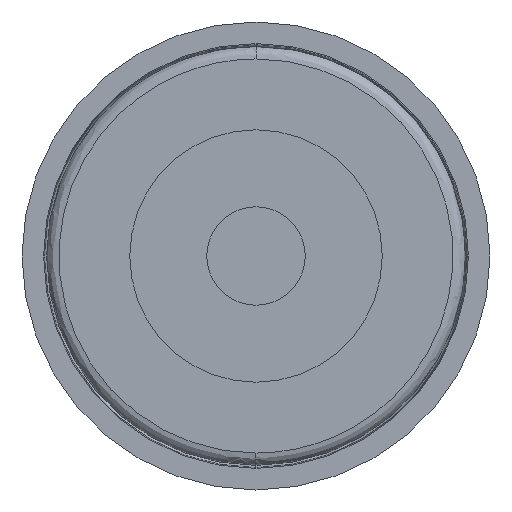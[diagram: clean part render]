
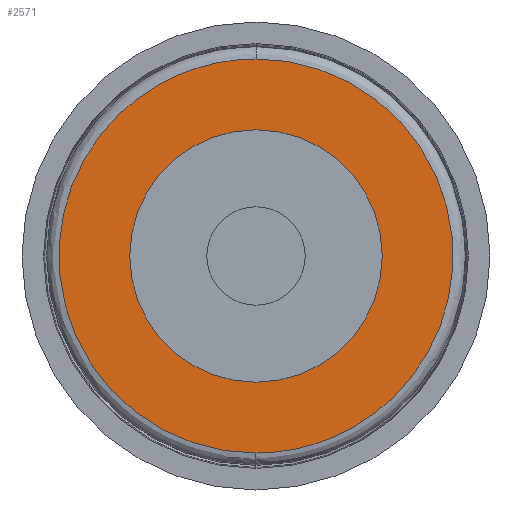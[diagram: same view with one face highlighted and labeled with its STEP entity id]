
A CAD part, front view. The second image highlights one B-rep face of the part: STEP entity #2571.
In plain terms, the highlighted planar face has unit normal (0, -1, 0).
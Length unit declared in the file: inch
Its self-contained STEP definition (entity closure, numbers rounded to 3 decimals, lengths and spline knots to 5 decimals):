
#190 = VERTEX_POINT ( 'NONE', #4029 ) ;
#318 = ORIENTED_EDGE ( 'NONE', *, *, #748, .F. ) ;
#321 = DIRECTION ( 'NONE',  ( 0., 0., -1. ) ) ;
#467 = AXIS2_PLACEMENT_3D ( 'NONE', #3419, #1128, #3800 ) ;
#748 = EDGE_CURVE ( 'NONE', #190, #4962, #4598, .T. ) ;
#1007 = DIRECTION ( 'NONE',  ( 0., 0., -1. ) ) ;
#1128 = DIRECTION ( 'NONE',  ( 0., 1., 0. ) ) ;
#1877 = EDGE_LOOP ( 'NONE', ( #318, #2851 ) ) ;
#1977 =( BOUNDED_CURVE ( )  B_SPLINE_CURVE ( 3, ( #4494, #2203, #4890, #2582 ),
 .UNSPECIFIED., .F., .F. ) 
 B_SPLINE_CURVE_WITH_KNOTS ( ( 4, 4 ),
 ( 0., 1. ),
 .UNSPECIFIED. ) 
 CURVE ( )  GEOMETRIC_REPRESENTATION_ITEM ( )  RATIONAL_B_SPLINE_CURVE ( ( 1., 0.333, 0.333, 1. ) ) 
 REPRESENTATION_ITEM ( '' )  );
#2097 = EDGE_CURVE ( 'NONE', #3565, #2605, #4125, .T. ) ;
#2132 = ORIENTED_EDGE ( 'NONE', *, *, #2097, .T. ) ;
#2203 = CARTESIAN_POINT ( 'NONE',  ( -1.03442, 0.8464, 0.99302 ) ) ;
#2359 = CARTESIAN_POINT ( 'NONE',  ( 4.00495, 0.8464, 0.99302 ) ) ;
#2423 = FACE_BOUND ( 'NONE', #3557, .T. ) ;
#2522 = CARTESIAN_POINT ( 'NONE',  ( 2.29235, 0.8464, 2.25286 ) ) ;
#2571 = ADVANCED_FACE ( 'NONE', ( #2423, #2667 ), #4070, .T. ) ;
#2582 = CARTESIAN_POINT ( 'NONE',  ( 1.48526, 0.8464, 3.5127 ) ) ;
#2605 = VERTEX_POINT ( 'NONE', #2933 ) ;
#2623 = DIRECTION ( 'NONE',  ( 0., 1., 0. ) ) ;
#2651 = EDGE_CURVE ( 'NONE', #2605, #3565, #2923, .T. ) ;
#2667 = FACE_OUTER_BOUND ( 'NONE', #1877, .T. ) ;
#2748 = CARTESIAN_POINT ( 'NONE',  ( 4.00495, 0.8464, 3.5127 ) ) ;
#2851 = ORIENTED_EDGE ( 'NONE', *, *, #4826, .F. ) ;
#2923 = CIRCLE ( 'NONE', #467, 0.80709 ) ;
#2933 = CARTESIAN_POINT ( 'NONE',  ( 1.48526, 0.8464, 1.44577 ) ) ;
#2935 = CARTESIAN_POINT ( 'NONE',  ( 1.48526, 0.8464, 3.05995 ) ) ;
#3304 = DIRECTION ( 'NONE',  ( 0., -1., 0. ) ) ;
#3398 = AXIS2_PLACEMENT_3D ( 'NONE', #2522, #3304, #1007 ) ;
#3419 = CARTESIAN_POINT ( 'NONE',  ( 1.48526, 0.8464, 2.25286 ) ) ;
#3557 = EDGE_LOOP ( 'NONE', ( #4981, #2132 ) ) ;
#3565 = VERTEX_POINT ( 'NONE', #2935 ) ;
#3594 = AXIS2_PLACEMENT_3D ( 'NONE', #4920, #2623, #321 ) ;
#3800 = DIRECTION ( 'NONE',  ( 0., 0., -1. ) ) ;
#4029 = CARTESIAN_POINT ( 'NONE',  ( 1.48526, 0.8464, 3.5127 ) ) ;
#4070 = PLANE ( 'NONE',  #3398 ) ;
#4125 = CIRCLE ( 'NONE', #3594, 0.80709 ) ;
#4305 = CARTESIAN_POINT ( 'NONE',  ( 1.48526, 0.8464, 3.5127 ) ) ;
#4494 = CARTESIAN_POINT ( 'NONE',  ( 1.48526, 0.8464, 0.99302 ) ) ;
#4598 =( BOUNDED_CURVE ( )  B_SPLINE_CURVE ( 3, ( #4305, #2748, #2359, #4660 ),
 .UNSPECIFIED., .F., .F. ) 
 B_SPLINE_CURVE_WITH_KNOTS ( ( 4, 4 ),
 ( 0., 1. ),
 .UNSPECIFIED. ) 
 CURVE ( )  GEOMETRIC_REPRESENTATION_ITEM ( )  RATIONAL_B_SPLINE_CURVE ( ( 1., 0.333, 0.333, 1. ) ) 
 REPRESENTATION_ITEM ( '' )  );
#4660 = CARTESIAN_POINT ( 'NONE',  ( 1.48526, 0.8464, 0.99302 ) ) ;
#4664 = CARTESIAN_POINT ( 'NONE',  ( 1.48526, 0.8464, 0.99302 ) ) ;
#4826 = EDGE_CURVE ( 'NONE', #4962, #190, #1977, .T. ) ;
#4890 = CARTESIAN_POINT ( 'NONE',  ( -1.03442, 0.8464, 3.5127 ) ) ;
#4920 = CARTESIAN_POINT ( 'NONE',  ( 1.48526, 0.8464, 2.25286 ) ) ;
#4962 = VERTEX_POINT ( 'NONE', #4664 ) ;
#4981 = ORIENTED_EDGE ( 'NONE', *, *, #2651, .T. ) ;
